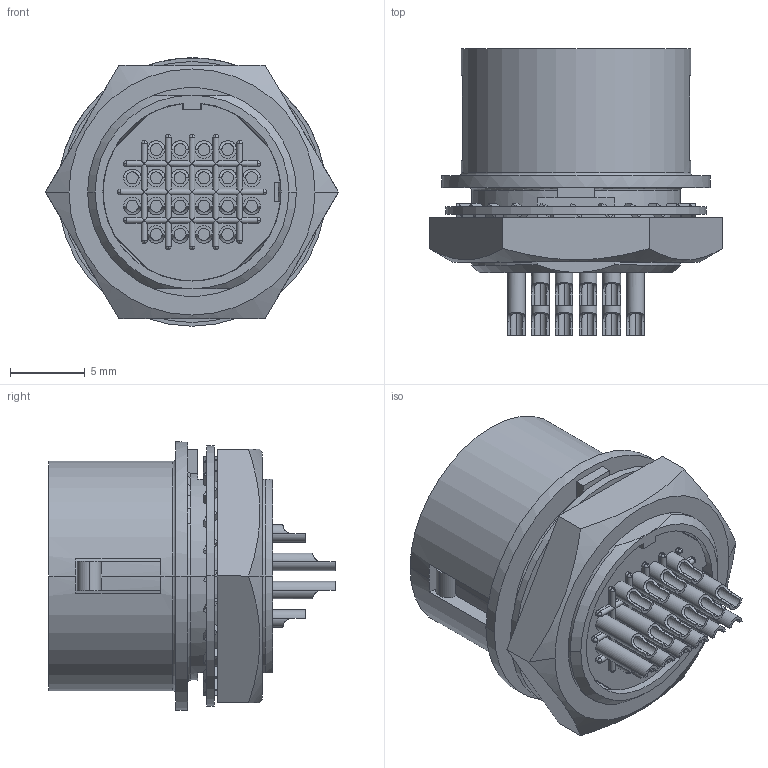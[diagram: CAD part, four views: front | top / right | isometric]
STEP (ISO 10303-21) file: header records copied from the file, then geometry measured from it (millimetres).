
FILE_DESCRIPTION(('CoCreate Modeling STEP Export'),'2;1');
FILE_NAME('HR10A-13R-20S.stp','2010-02-24T14:53:42',(''),(''),'CoCreate Modeling STEP processor for AP214 (Solid Model)','CoCreate Modeling 16.00B 02-Dec-2008 (C) Parametric Technology GmbH','');
FILE_SCHEMA(('AUTOMOTIVE_DESIGN { 1 0 10303 214 1 1 1 1 }'));
Length unit declared in the file: millimetre
Products named in the file (1): HR10A-13R-20S
Bounding box: 19.63 x 19.2 x 18 mm (x, y, z)
Volume: 2485.9 mm3; surface area: 3293.1 mm2
Topology: 1 solids, 1 shells, 753 faces, 2050 edges, 1242 vertices
Faces by surface type: cylinder 344, plane 335, sphere 32, cone 28, torus 12, bspline 2
Entity records: 30872 total; most frequent: CARTESIAN_POINT 14121, ORIENTED_EDGE 4036, DIRECTION 2963, EDGE_CURVE 2018, VERTEX_POINT 1242, AXIS2_PLACEMENT_3D 1059, VECTOR 845, LINE 845
